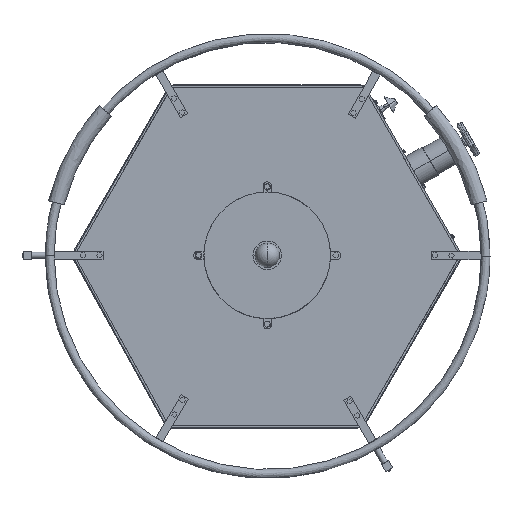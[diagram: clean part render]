
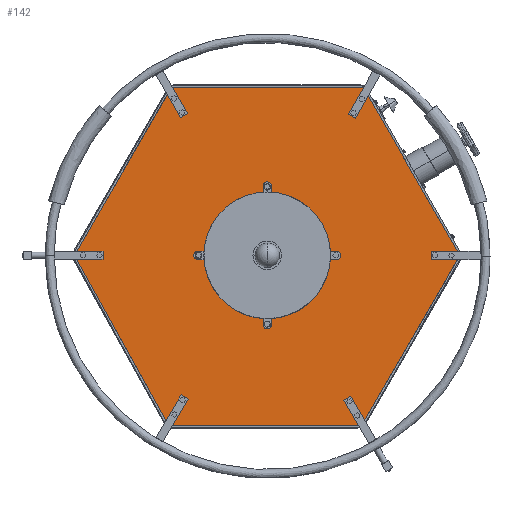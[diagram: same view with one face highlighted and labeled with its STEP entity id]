
A CAD part, top view. The second image highlights one B-rep face of the part: STEP entity #142.
In plain terms, the highlighted planar face has unit normal (0, 0, 1).
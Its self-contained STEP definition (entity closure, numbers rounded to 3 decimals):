
#1=DIRECTION('',(-0.5,-0.866,0.));
#2=VECTOR('',#1,474.184);
#3=CARTESIAN_POINT('',(-235.42,411.035,10.));
#4=LINE('',#3,#2);
#5=DIRECTION('',(-1.,0.,0.));
#6=VECTOR('',#5,470.42);
#7=CARTESIAN_POINT('',(235.,411.035,10.));
#8=LINE('',#7,#6);
#9=DIRECTION('',(-0.499,0.867,0.));
#10=VECTOR('',#9,474.17);
#11=CARTESIAN_POINT('',(471.405,0.,10.));
#12=LINE('',#11,#10);
#13=DIRECTION('',(0.501,0.865,0.));
#14=VECTOR('',#13,481.17);
#15=CARTESIAN_POINT('',(230.131,-416.307,10.));
#16=LINE('',#15,#14);
#17=DIRECTION('',(1.,0.,0.));
#18=VECTOR('',#17,471.67);
#19=CARTESIAN_POINT('',(-241.539,-416.307,10.));
#20=LINE('',#19,#18);
#21=DIRECTION('',(0.485,-0.875,0.));
#22=VECTOR('',#21,476.42);
#23=CARTESIAN_POINT('',(-472.512,0.38,10.));
#24=LINE('',#23,#22);
#93=CARTESIAN_POINT('',(-235.42,411.035,10.));
#94=CARTESIAN_POINT('',(-472.512,0.38,10.));
#95=VERTEX_POINT('',#93);
#96=VERTEX_POINT('',#94);
#97=CARTESIAN_POINT('',(-241.539,-416.307,10.));
#98=VERTEX_POINT('',#97);
#99=CARTESIAN_POINT('',(230.131,-416.307,10.));
#100=VERTEX_POINT('',#99);
#101=CARTESIAN_POINT('',(471.405,0.,10.));
#102=VERTEX_POINT('',#101);
#103=CARTESIAN_POINT('',(235.,411.035,10.));
#104=VERTEX_POINT('',#103);
#123=CARTESIAN_POINT('',(0.,0.,10.));
#124=DIRECTION('',(0.,0.,1.));
#125=DIRECTION('',(1.,0.,0.));
#126=AXIS2_PLACEMENT_3D('',#123,#124,#125);
#127=PLANE('',#126);
#129=ORIENTED_EDGE('',*,*,#128,.F.);
#131=ORIENTED_EDGE('',*,*,#130,.F.);
#133=ORIENTED_EDGE('',*,*,#132,.F.);
#135=ORIENTED_EDGE('',*,*,#134,.F.);
#137=ORIENTED_EDGE('',*,*,#136,.F.);
#139=ORIENTED_EDGE('',*,*,#138,.F.);
#140=EDGE_LOOP('',(#129,#131,#133,#135,#137,#139));
#141=FACE_OUTER_BOUND('',#140,.F.);
#142=ADVANCED_FACE('',(#141),#127,.T.);
#128=EDGE_CURVE('',#95,#96,#4,.T.);
#130=EDGE_CURVE('',#104,#95,#8,.T.);
#132=EDGE_CURVE('',#102,#104,#12,.T.);
#134=EDGE_CURVE('',#100,#102,#16,.T.);
#136=EDGE_CURVE('',#98,#100,#20,.T.);
#138=EDGE_CURVE('',#96,#98,#24,.T.);
